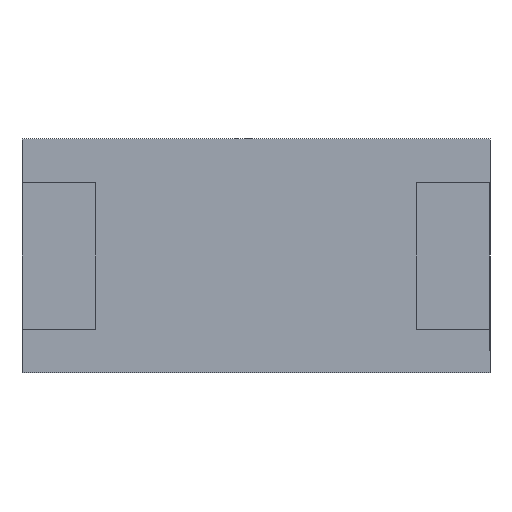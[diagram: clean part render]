
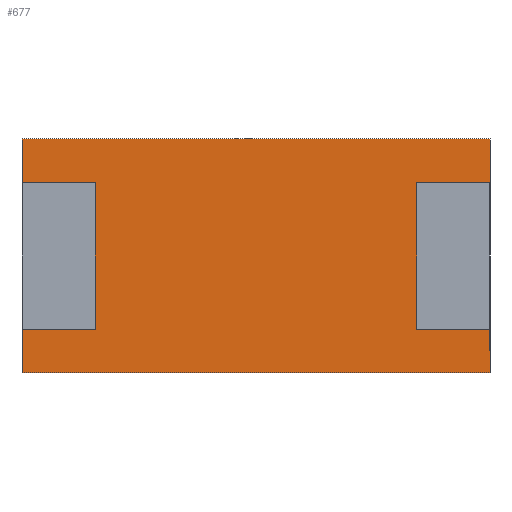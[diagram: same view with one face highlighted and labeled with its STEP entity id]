
A CAD part, front view. The second image highlights one B-rep face of the part: STEP entity #677.
In plain terms, the highlighted planar face has unit normal (0, -1, 0).
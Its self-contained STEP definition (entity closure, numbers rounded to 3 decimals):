
#10 = ORIENTED_EDGE ( 'NONE', *, *, #903, .T. ) ;
#44 = VECTOR ( 'NONE', #987, 1000. ) ;
#45 = DIRECTION ( 'NONE',  ( 0., 0., -1. ) ) ;
#56 = CARTESIAN_POINT ( 'NONE',  ( -1.6, 0., 0.5 ) ) ;
#72 = VECTOR ( 'NONE', #90, 1000. ) ;
#79 = CARTESIAN_POINT ( 'NONE',  ( 1.1, 0., 0.5 ) ) ;
#90 = DIRECTION ( 'NONE',  ( 1., 0., 0. ) ) ;
#98 = VERTEX_POINT ( 'NONE', #654 ) ;
#110 = ORIENTED_EDGE ( 'NONE', *, *, #182, .F. ) ;
#126 = FACE_OUTER_BOUND ( 'NONE', #965, .T. ) ;
#150 = DIRECTION ( 'NONE',  ( 1., 0., 0. ) ) ;
#153 = VERTEX_POINT ( 'NONE', #299 ) ;
#164 = CARTESIAN_POINT ( 'NONE',  ( -1.6, 0., 0.8 ) ) ;
#176 = EDGE_CURVE ( 'NONE', #720, #311, #329, .T. ) ;
#179 = CARTESIAN_POINT ( 'NONE',  ( 1.6, 0., -0.5 ) ) ;
#182 = EDGE_CURVE ( 'NONE', #153, #592, #680, .T. ) ;
#235 = CARTESIAN_POINT ( 'NONE',  ( -1.1, 0., 0.5 ) ) ;
#240 = DIRECTION ( 'NONE',  ( 0., 0., -1. ) ) ;
#246 = VECTOR ( 'NONE', #613, 1000. ) ;
#252 = CARTESIAN_POINT ( 'NONE',  ( 1.1, 0., 0.5 ) ) ;
#254 = VERTEX_POINT ( 'NONE', #522 ) ;
#269 = CARTESIAN_POINT ( 'NONE',  ( -1.1, 0., 0.5 ) ) ;
#278 = DIRECTION ( 'NONE',  ( 0., 0., 1. ) ) ;
#284 = ORIENTED_EDGE ( 'NONE', *, *, #823, .F. ) ;
#286 = EDGE_CURVE ( 'NONE', #1123, #559, #692, .T. ) ;
#299 = CARTESIAN_POINT ( 'NONE',  ( 1.6, 0., -0.8 ) ) ;
#311 = VERTEX_POINT ( 'NONE', #401 ) ;
#313 = CARTESIAN_POINT ( 'NONE',  ( 1.6, 0., 0.8 ) ) ;
#314 = VECTOR ( 'NONE', #983, 1000. ) ;
#317 = LINE ( 'NONE', #1006, #808 ) ;
#327 = DIRECTION ( 'NONE',  ( 0., -1., 0. ) ) ;
#329 = LINE ( 'NONE', #909, #1233 ) ;
#341 = LINE ( 'NONE', #930, #809 ) ;
#369 = EDGE_CURVE ( 'NONE', #98, #528, #317, .T. ) ;
#379 = EDGE_CURVE ( 'NONE', #592, #720, #998, .T. ) ;
#386 = DIRECTION ( 'NONE',  ( 1., 0., 0. ) ) ;
#395 = CARTESIAN_POINT ( 'NONE',  ( 0., 0., 0. ) ) ;
#401 = CARTESIAN_POINT ( 'NONE',  ( -1.1, 0., -0.5 ) ) ;
#404 = ORIENTED_EDGE ( 'NONE', *, *, #421, .T. ) ;
#417 = CARTESIAN_POINT ( 'NONE',  ( -1.6, 0., -0.5 ) ) ;
#421 = EDGE_CURVE ( 'NONE', #528, #559, #928, .T. ) ;
#429 = VECTOR ( 'NONE', #610, 1000. ) ;
#430 = ORIENTED_EDGE ( 'NONE', *, *, #286, .F. ) ;
#434 = ORIENTED_EDGE ( 'NONE', *, *, #176, .F. ) ;
#441 = EDGE_CURVE ( 'NONE', #718, #254, #938, .T. ) ;
#486 = VECTOR ( 'NONE', #45, 1000. ) ;
#506 = DIRECTION ( 'NONE',  ( 1., 0., 0. ) ) ;
#513 = CARTESIAN_POINT ( 'NONE',  ( 1.6, 0., 0.8 ) ) ;
#517 = DIRECTION ( 'NONE',  ( 0., 0., 1. ) ) ;
#522 = CARTESIAN_POINT ( 'NONE',  ( -1.6, 0., 0.8 ) ) ;
#528 = VERTEX_POINT ( 'NONE', #79 ) ;
#542 = LINE ( 'NONE', #269, #72 ) ;
#559 = VERTEX_POINT ( 'NONE', #1051 ) ;
#577 = LINE ( 'NONE', #1090, #929 ) ;
#581 = VECTOR ( 'NONE', #278, 1000. ) ;
#584 = AXIS2_PLACEMENT_3D ( 'NONE', #395, #327, #240 ) ;
#589 = CARTESIAN_POINT ( 'NONE',  ( -1.6, 0., 0.8 ) ) ;
#592 = VERTEX_POINT ( 'NONE', #946 ) ;
#604 = ORIENTED_EDGE ( 'NONE', *, *, #369, .T. ) ;
#610 = DIRECTION ( 'NONE',  ( 0., 0., -1. ) ) ;
#613 = DIRECTION ( 'NONE',  ( 1., 0., 0. ) ) ;
#638 = DIRECTION ( 'NONE',  ( 0., 0., 1. ) ) ;
#654 = CARTESIAN_POINT ( 'NONE',  ( 1.1, 0., -0.5 ) ) ;
#672 = EDGE_CURVE ( 'NONE', #98, #898, #1173, .T. ) ;
#677 = ADVANCED_FACE ( 'NONE', ( #126 ), #1181, .T. ) ;
#680 = LINE ( 'NONE', #1098, #44 ) ;
#685 = ORIENTED_EDGE ( 'NONE', *, *, #379, .F. ) ;
#692 = LINE ( 'NONE', #1179, #429 ) ;
#693 = LINE ( 'NONE', #513, #486 ) ;
#705 = ORIENTED_EDGE ( 'NONE', *, *, #715, .F. ) ;
#715 = EDGE_CURVE ( 'NONE', #898, #153, #693, .T. ) ;
#718 = VERTEX_POINT ( 'NONE', #56 ) ;
#720 = VERTEX_POINT ( 'NONE', #417 ) ;
#766 = ORIENTED_EDGE ( 'NONE', *, *, #1222, .F. ) ;
#798 = CARTESIAN_POINT ( 'NONE',  ( 1.1, 0., -0.5 ) ) ;
#808 = VECTOR ( 'NONE', #517, 1000. ) ;
#809 = VECTOR ( 'NONE', #638, 1000. ) ;
#810 = ORIENTED_EDGE ( 'NONE', *, *, #672, .F. ) ;
#823 = EDGE_CURVE ( 'NONE', #311, #1238, #341, .T. ) ;
#836 = ORIENTED_EDGE ( 'NONE', *, *, #441, .F. ) ;
#898 = VERTEX_POINT ( 'NONE', #179 ) ;
#903 = EDGE_CURVE ( 'NONE', #718, #1238, #542, .T. ) ;
#909 = CARTESIAN_POINT ( 'NONE',  ( -1.1, 0., -0.5 ) ) ;
#928 = LINE ( 'NONE', #252, #246 ) ;
#929 = VECTOR ( 'NONE', #386, 1000. ) ;
#930 = CARTESIAN_POINT ( 'NONE',  ( -1.1, 0., -0.5 ) ) ;
#938 = LINE ( 'NONE', #164, #581 ) ;
#946 = CARTESIAN_POINT ( 'NONE',  ( -1.6, 0., -0.8 ) ) ;
#965 = EDGE_LOOP ( 'NONE', ( #434, #685, #110, #705, #810, #604, #404, #430, #766, #836, #10, #284 ) ) ;
#983 = DIRECTION ( 'NONE',  ( 0., 0., 1. ) ) ;
#987 = DIRECTION ( 'NONE',  ( -1., 0., 0. ) ) ;
#998 = LINE ( 'NONE', #589, #314 ) ;
#1006 = CARTESIAN_POINT ( 'NONE',  ( 1.1, 0., -0.5 ) ) ;
#1051 = CARTESIAN_POINT ( 'NONE',  ( 1.6, 0., 0.5 ) ) ;
#1090 = CARTESIAN_POINT ( 'NONE',  ( -1.6, 0., 0.8 ) ) ;
#1098 = CARTESIAN_POINT ( 'NONE',  ( -1.6, 0., -0.8 ) ) ;
#1123 = VERTEX_POINT ( 'NONE', #313 ) ;
#1173 = LINE ( 'NONE', #798, #1182 ) ;
#1179 = CARTESIAN_POINT ( 'NONE',  ( 1.6, 0., 0.8 ) ) ;
#1181 = PLANE ( 'NONE',  #584 ) ;
#1182 = VECTOR ( 'NONE', #150, 1000. ) ;
#1222 = EDGE_CURVE ( 'NONE', #254, #1123, #577, .T. ) ;
#1233 = VECTOR ( 'NONE', #506, 1000. ) ;
#1238 = VERTEX_POINT ( 'NONE', #235 ) ;
